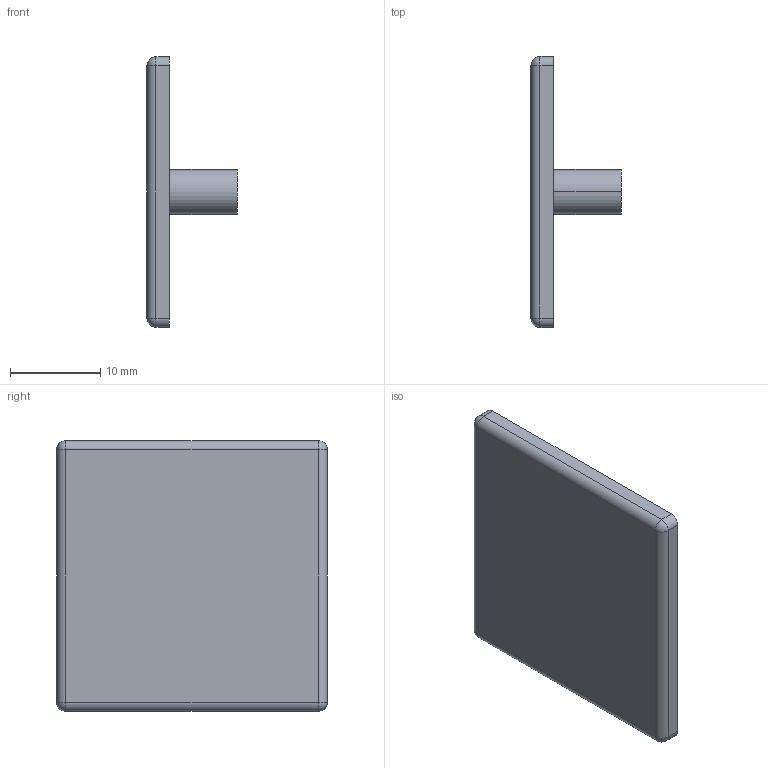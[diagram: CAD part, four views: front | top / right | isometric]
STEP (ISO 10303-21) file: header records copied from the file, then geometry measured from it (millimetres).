
FILE_DESCRIPTION (( 'STEP AP203' ), '1' );
FILE_NAME ('3cmX3cm Cap2_Editable_Default_sldprt.STEP', '2023-10-19T05:33:29', ( '' ), ( '' ), 'SwSTEP 2.0', 'SolidWorks 2023', '' );
FILE_SCHEMA (( 'CONFIG_CONTROL_DESIGN' ));
Length unit declared in the file: millimetre
Products named in the file (1): 3cmX3cm Cap2_Editable_Default_sldprt
Bounding box: 10 x 30 x 30 mm (x, y, z)
Volume: 1988 mm3; surface area: 2224 mm2
Topology: 1 solids, 1 shells, 30 faces, 70 edges, 40 vertices
Faces by surface type: cylinder 14, plane 12, sphere 4
Entity records: 899 total; most frequent: DIRECTION 156, CARTESIAN_POINT 137, ORIENTED_EDGE 132, EDGE_CURVE 66, AXIS2_PLACEMENT_3D 59, VERTEX_POINT 40, VECTOR 38, LINE 38
